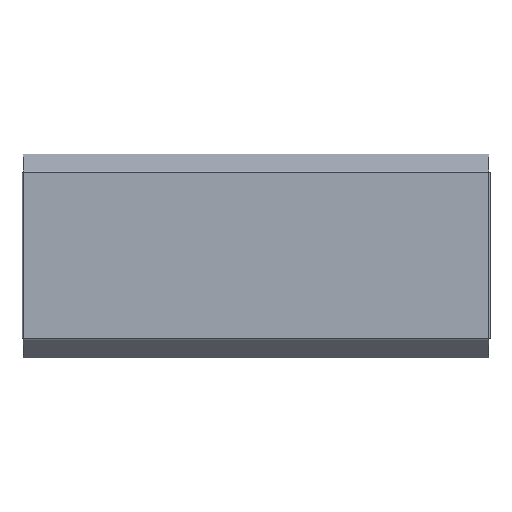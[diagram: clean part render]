
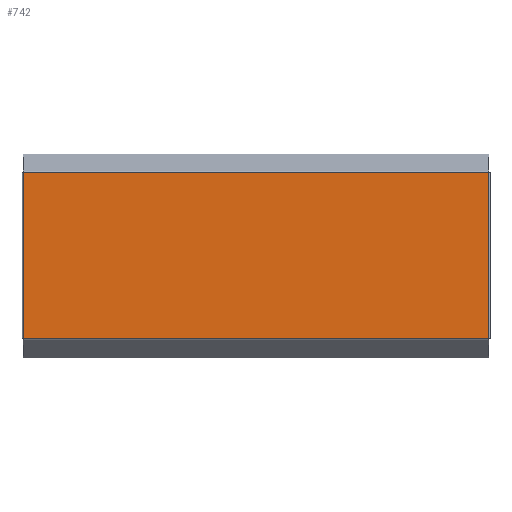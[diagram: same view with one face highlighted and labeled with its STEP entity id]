
A CAD part, top view. The second image highlights one B-rep face of the part: STEP entity #742.
In plain terms, the highlighted planar face has unit normal (0, 0, 1).
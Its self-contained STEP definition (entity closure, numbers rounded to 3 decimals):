
#172 = VERTEX_POINT('',#173);
#173 = CARTESIAN_POINT('',(0.,0.,2.));
#188 = CYLINDRICAL_SURFACE('',#189,4.);
#189 = AXIS2_PLACEMENT_3D('',#190,#191,#192);
#190 = CARTESIAN_POINT('',(0.,0.,-2.));
#191 = DIRECTION('',(0.,1.,0.));
#192 = DIRECTION('',(0.,-0.,1.));
#466 = VERTEX_POINT('',#467);
#467 = CARTESIAN_POINT('',(0.,487.,2.));
#489 = EDGE_CURVE('',#172,#466,#490,.T.);
#490 = SURFACE_CURVE('',#491,(#495,#502),.PCURVE_S1.);
#491 = LINE('',#492,#493);
#492 = CARTESIAN_POINT('',(0.,0.,2.));
#493 = VECTOR('',#494,1.);
#494 = DIRECTION('',(0.,1.,0.));
#495 = PCURVE('',#188,#496);
#496 = DEFINITIONAL_REPRESENTATION('',(#497),#501);
#497 = LINE('',#498,#499);
#498 = CARTESIAN_POINT('',(-0.,0.));
#499 = VECTOR('',#500,1.);
#500 = DIRECTION('',(-0.,1.));
#501 = ( GEOMETRIC_REPRESENTATION_CONTEXT(2) 
PARAMETRIC_REPRESENTATION_CONTEXT() REPRESENTATION_CONTEXT('2D SPACE',''
  ) );
#502 = PCURVE('',#503,#508);
#503 = PLANE('',#504);
#504 = AXIS2_PLACEMENT_3D('',#505,#506,#507);
#505 = CARTESIAN_POINT('',(0.,0.,2.));
#506 = DIRECTION('',(0.,0.,1.));
#507 = DIRECTION('',(1.,0.,0.));
#508 = DEFINITIONAL_REPRESENTATION('',(#509),#513);
#509 = LINE('',#510,#511);
#510 = CARTESIAN_POINT('',(0.,0.));
#511 = VECTOR('',#512,1.);
#512 = DIRECTION('',(0.,1.));
#513 = ( GEOMETRIC_REPRESENTATION_CONTEXT(2) 
PARAMETRIC_REPRESENTATION_CONTEXT() REPRESENTATION_CONTEXT('2D SPACE',''
  ) );
#590 = CYLINDRICAL_SURFACE('',#591,4.);
#591 = AXIS2_PLACEMENT_3D('',#592,#593,#594);
#592 = CARTESIAN_POINT('',(0.,0.,-2.));
#593 = DIRECTION('',(1.,0.,0.));
#594 = DIRECTION('',(0.,0.,1.));
#742 = ADVANCED_FACE('',(#743),#503,.T.);
#743 = FACE_BOUND('',#744,.T.);
#744 = EDGE_LOOP('',(#745,#746,#769,#797));
#745 = ORIENTED_EDGE('',*,*,#489,.F.);
#746 = ORIENTED_EDGE('',*,*,#747,.T.);
#747 = EDGE_CURVE('',#172,#748,#750,.T.);
#748 = VERTEX_POINT('',#749);
#749 = CARTESIAN_POINT('',(1360.,0.,2.));
#750 = SURFACE_CURVE('',#751,(#755,#762),.PCURVE_S1.);
#751 = LINE('',#752,#753);
#752 = CARTESIAN_POINT('',(0.,0.,2.));
#753 = VECTOR('',#754,1.);
#754 = DIRECTION('',(1.,0.,0.));
#755 = PCURVE('',#503,#756);
#756 = DEFINITIONAL_REPRESENTATION('',(#757),#761);
#757 = LINE('',#758,#759);
#758 = CARTESIAN_POINT('',(0.,0.));
#759 = VECTOR('',#760,1.);
#760 = DIRECTION('',(1.,0.));
#761 = ( GEOMETRIC_REPRESENTATION_CONTEXT(2) 
PARAMETRIC_REPRESENTATION_CONTEXT() REPRESENTATION_CONTEXT('2D SPACE',''
  ) );
#762 = PCURVE('',#590,#763);
#763 = DEFINITIONAL_REPRESENTATION('',(#764),#768);
#764 = LINE('',#765,#766);
#765 = CARTESIAN_POINT('',(0.,0.));
#766 = VECTOR('',#767,1.);
#767 = DIRECTION('',(0.,1.));
#768 = ( GEOMETRIC_REPRESENTATION_CONTEXT(2) 
PARAMETRIC_REPRESENTATION_CONTEXT() REPRESENTATION_CONTEXT('2D SPACE',''
  ) );
#769 = ORIENTED_EDGE('',*,*,#770,.T.);
#770 = EDGE_CURVE('',#748,#771,#773,.T.);
#771 = VERTEX_POINT('',#772);
#772 = CARTESIAN_POINT('',(1360.,487.,2.));
#773 = SURFACE_CURVE('',#774,(#778,#785),.PCURVE_S1.);
#774 = LINE('',#775,#776);
#775 = CARTESIAN_POINT('',(1360.,0.,2.));
#776 = VECTOR('',#777,1.);
#777 = DIRECTION('',(0.,1.,0.));
#778 = PCURVE('',#503,#779);
#779 = DEFINITIONAL_REPRESENTATION('',(#780),#784);
#780 = LINE('',#781,#782);
#781 = CARTESIAN_POINT('',(1360.,0.));
#782 = VECTOR('',#783,1.);
#783 = DIRECTION('',(0.,1.));
#784 = ( GEOMETRIC_REPRESENTATION_CONTEXT(2) 
PARAMETRIC_REPRESENTATION_CONTEXT() REPRESENTATION_CONTEXT('2D SPACE',''
  ) );
#785 = PCURVE('',#786,#791);
#786 = CYLINDRICAL_SURFACE('',#787,4.);
#787 = AXIS2_PLACEMENT_3D('',#788,#789,#790);
#788 = CARTESIAN_POINT('',(1360.,0.,-2.));
#789 = DIRECTION('',(0.,1.,0.));
#790 = DIRECTION('',(0.,0.,1.));
#791 = DEFINITIONAL_REPRESENTATION('',(#792),#796);
#792 = LINE('',#793,#794);
#793 = CARTESIAN_POINT('',(0.,0.));
#794 = VECTOR('',#795,1.);
#795 = DIRECTION('',(0.,1.));
#796 = ( GEOMETRIC_REPRESENTATION_CONTEXT(2) 
PARAMETRIC_REPRESENTATION_CONTEXT() REPRESENTATION_CONTEXT('2D SPACE',''
  ) );
#797 = ORIENTED_EDGE('',*,*,#798,.F.);
#798 = EDGE_CURVE('',#466,#771,#799,.T.);
#799 = SURFACE_CURVE('',#800,(#804,#811),.PCURVE_S1.);
#800 = LINE('',#801,#802);
#801 = CARTESIAN_POINT('',(0.,487.,2.));
#802 = VECTOR('',#803,1.);
#803 = DIRECTION('',(1.,0.,0.));
#804 = PCURVE('',#503,#805);
#805 = DEFINITIONAL_REPRESENTATION('',(#806),#810);
#806 = LINE('',#807,#808);
#807 = CARTESIAN_POINT('',(0.,487.));
#808 = VECTOR('',#809,1.);
#809 = DIRECTION('',(1.,0.));
#810 = ( GEOMETRIC_REPRESENTATION_CONTEXT(2) 
PARAMETRIC_REPRESENTATION_CONTEXT() REPRESENTATION_CONTEXT('2D SPACE',''
  ) );
#811 = PCURVE('',#812,#817);
#812 = CYLINDRICAL_SURFACE('',#813,4.);
#813 = AXIS2_PLACEMENT_3D('',#814,#815,#816);
#814 = CARTESIAN_POINT('',(0.,487.,-2.));
#815 = DIRECTION('',(1.,0.,0.));
#816 = DIRECTION('',(0.,0.,1.));
#817 = DEFINITIONAL_REPRESENTATION('',(#818),#822);
#818 = LINE('',#819,#820);
#819 = CARTESIAN_POINT('',(-0.,0.));
#820 = VECTOR('',#821,1.);
#821 = DIRECTION('',(-0.,1.));
#822 = ( GEOMETRIC_REPRESENTATION_CONTEXT(2) 
PARAMETRIC_REPRESENTATION_CONTEXT() REPRESENTATION_CONTEXT('2D SPACE',''
  ) );
